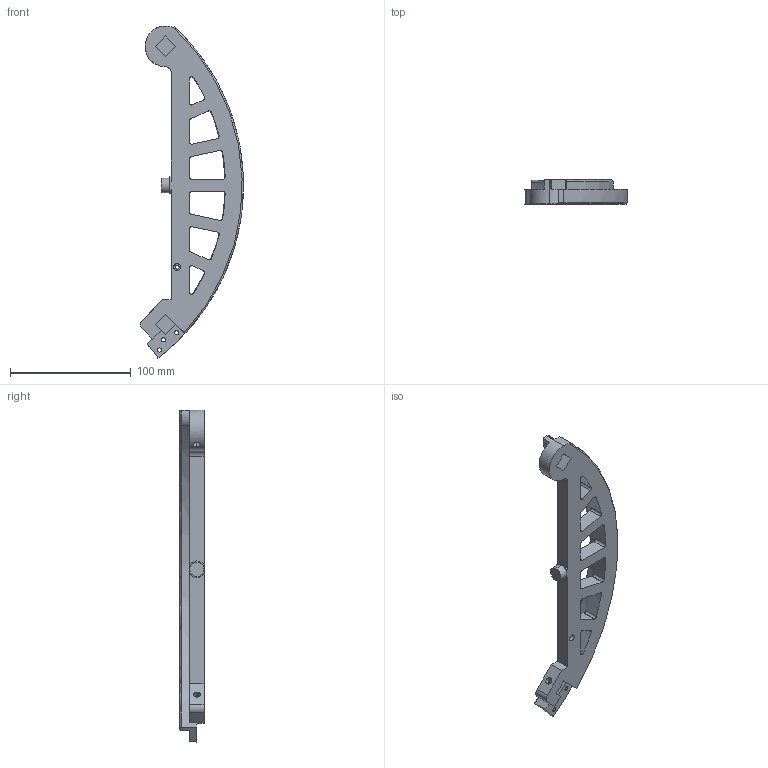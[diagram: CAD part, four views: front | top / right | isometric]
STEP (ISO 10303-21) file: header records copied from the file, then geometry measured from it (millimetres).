
FILE_DESCRIPTION (( 'STEP AP203' ), '1' );
FILE_NAME ('11c_splitring_part3_timingbelt.step', '2020-05-23T22:40:48', ( '' ), ( '' ), 'SwSTEP 2.0', 'SolidWorks 2019', '' );
FILE_SCHEMA (( 'CONFIG_CONTROL_DESIGN' ));
Length unit declared in the file: millimetre
Products named in the file (1): 11c_splitring_part3_timingbelt
Bounding box: 85.33 x 20 x 275.38 mm (x, y, z)
Volume: 121702.6 mm3; surface area: 39875.1 mm2
Topology: 1 solids, 1 shells, 231 faces, 686 edges, 456 vertices
Faces by surface type: cylinder 158, plane 69, torus 3, cone 1
Entity records: 8111 total; most frequent: DIRECTION 1484, CARTESIAN_POINT 1464, ORIENTED_EDGE 1372, EDGE_CURVE 686, AXIS2_PLACEMENT_3D 572, VERTEX_POINT 456, CIRCLE 340, VECTOR 340
